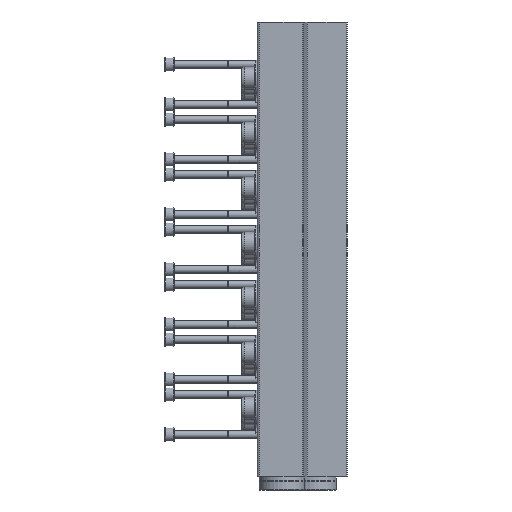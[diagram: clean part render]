
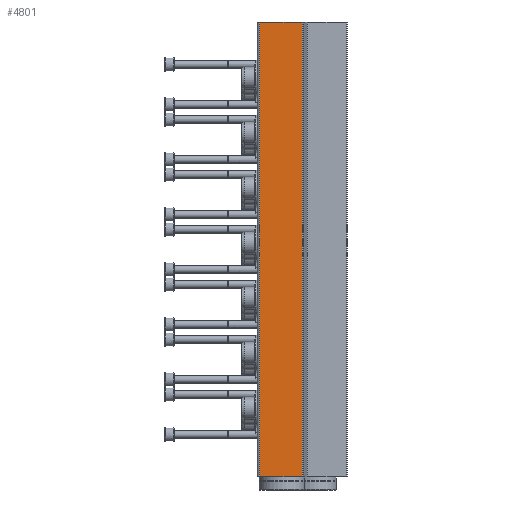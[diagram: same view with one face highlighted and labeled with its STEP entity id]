
A CAD part, left-side view. The second image highlights one B-rep face of the part: STEP entity #4801.
In plain terms, the highlighted planar face has unit normal (-1, 0, 0).
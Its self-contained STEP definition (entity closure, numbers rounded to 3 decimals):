
#216=PLANE('',#5178);
#717=ORIENTED_EDGE('',*,*,#1949,.F.);
#718=ORIENTED_EDGE('',*,*,#1948,.F.);
#719=ORIENTED_EDGE('',*,*,#1950,.T.);
#720=ORIENTED_EDGE('',*,*,#1951,.T.);
#1948=EDGE_CURVE('',#2564,#2562,#3016,.T.);
#1949=EDGE_CURVE('',#2562,#2565,#3017,.T.);
#1950=EDGE_CURVE('',#2564,#2566,#3018,.T.);
#1951=EDGE_CURVE('',#2566,#2565,#3019,.T.);
#2562=VERTEX_POINT('',#7830);
#2564=VERTEX_POINT('',#7834);
#2565=VERTEX_POINT('',#7838);
#2566=VERTEX_POINT('',#7840);
#3016=LINE('',#7835,#3309);
#3017=LINE('',#7837,#3310);
#3018=LINE('',#7839,#3311);
#3019=LINE('',#7841,#3312);
#3309=VECTOR('',#5841,1000.);
#3310=VECTOR('',#5844,1000.);
#3311=VECTOR('',#5845,1000.);
#3312=VECTOR('',#5846,1000.);
#3615=EDGE_LOOP('',(#717,#718,#719,#720));
#4156=FACE_BOUND('',#3615,.T.);
#4801=ADVANCED_FACE('',(#4156),#216,.T.);
#5178=AXIS2_PLACEMENT_3D('',#7836,#5842,#5843);
#5841=DIRECTION('',(0.,0.,1.));
#5842=DIRECTION('',(-1.,0.,0.));
#5843=DIRECTION('',(0.,0.,1.));
#5844=DIRECTION('',(0.,-1.,0.));
#5845=DIRECTION('',(0.,-1.,0.));
#5846=DIRECTION('',(0.,0.,1.));
#7830=CARTESIAN_POINT('',(-32.1,35.,0.));
#7834=CARTESIAN_POINT('',(-32.1,35.,-182.));
#7835=CARTESIAN_POINT('',(-32.1,35.,-182.));
#7836=CARTESIAN_POINT('',(-32.1,35.,-182.));
#7837=CARTESIAN_POINT('',(-32.1,35.,0.));
#7838=CARTESIAN_POINT('',(-32.1,18.111,0.));
#7839=CARTESIAN_POINT('',(-32.1,35.,-182.));
#7840=CARTESIAN_POINT('',(-32.1,18.111,-182.));
#7841=CARTESIAN_POINT('',(-32.1,18.111,-182.));
